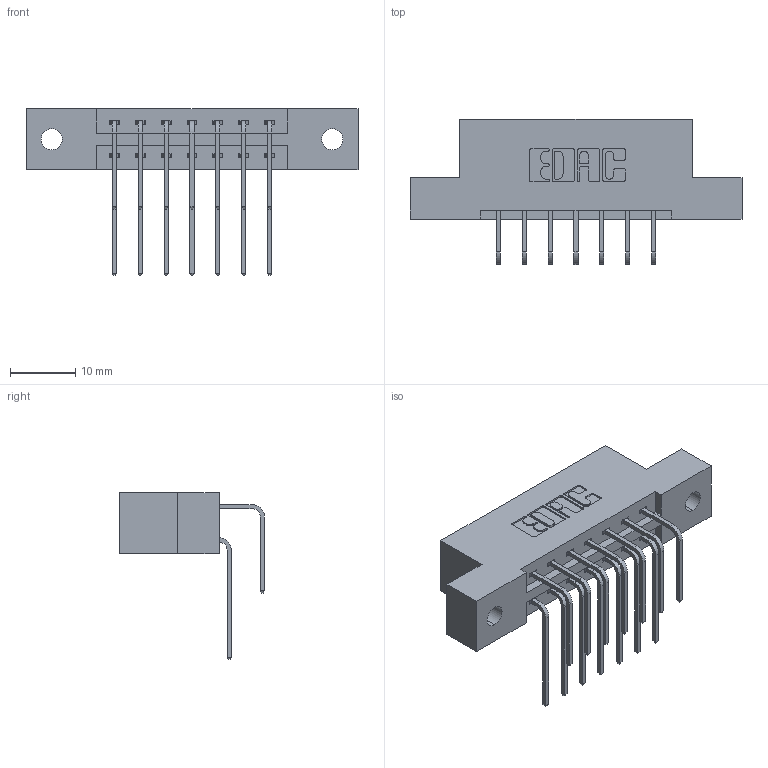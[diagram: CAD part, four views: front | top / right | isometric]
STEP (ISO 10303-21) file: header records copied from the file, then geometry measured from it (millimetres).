
FILE_DESCRIPTION (( 'STEP AP203' ), '1' );
FILE_NAME ('387-014-558-202.STEP', '2018-09-11T06:02:29', ( '' ), ( '' ), 'SwSTEP 2.0', 'SolidWorks 2016', '' );
FILE_SCHEMA (( 'CONFIG_CONTROL_DESIGN' ));
Length unit declared in the file: inch
Products named in the file (4): 337 Part_Flush Mounting Lugs - 0.128 Dia; 345-292-001_558 Tail - 2; 345-292-001_558 559 Tail - 1; 387-014-558-202
Assembly tree (15 placements, depth 2):
  387-014-558-202
    337 Part_Flush Mounting Lugs - 0.128 Dia
    345-292-001_558 559 Tail - 1  x7
    345-292-001_558 Tail - 2  x7
Bounding box: 50.75 x 22.17 x 25.53 mm (x, y, z)
Volume: 4926.5 mm3; surface area: 5362.3 mm2
Topology: 15 solids, 15 shells, 898 faces, 2649 edges, 1746 vertices
Faces by surface type: plane 630, cylinder 268
Entity records: 11741 total; most frequent: CARTESIAN_POINT 2053, ORIENTED_EDGE 1938, DIRECTION 1793, EDGE_CURVE 969, LINE 801, VECTOR 801, VERTEX_POINT 642, AXIS2_PLACEMENT_3D 496
